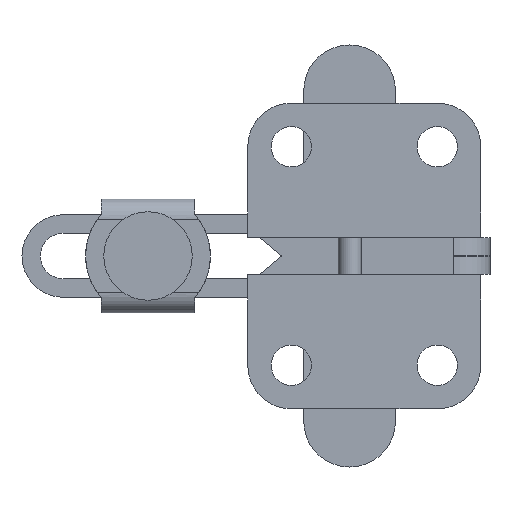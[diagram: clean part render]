
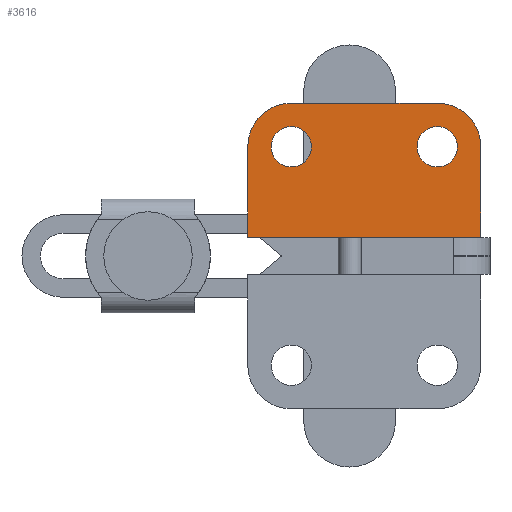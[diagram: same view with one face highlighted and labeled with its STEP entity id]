
A CAD part, front view. The second image highlights one B-rep face of the part: STEP entity #3616.
In plain terms, the highlighted planar face has unit normal (0, -1, 0).
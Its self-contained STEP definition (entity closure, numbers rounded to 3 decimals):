
#29 = EDGE_CURVE ( 'NONE', #6646, #8400, #7864, .T. ) ;
#64 = CARTESIAN_POINT ( 'NONE',  ( 12.7, 0., 0. ) ) ;
#194 = CARTESIAN_POINT ( 'NONE',  ( 7.95, 0., 9.9 ) ) ;
#423 = AXIS2_PLACEMENT_3D ( 'NONE', #8563, #4041, #1700 ) ;
#525 = VECTOR ( 'NONE', #1902, 1000. ) ;
#570 = DIRECTION ( 'NONE',  ( 0., 0., 1. ) ) ;
#885 = LINE ( 'NONE', #11254, #525 ) ;
#1177 = CIRCLE ( 'NONE', #4692, 2.2 ) ;
#1202 = CARTESIAN_POINT ( 'NONE',  ( -7.95, 0., 9.9 ) ) ;
#1281 = DIRECTION ( 'NONE',  ( 0., 0., 1. ) ) ;
#1332 = CARTESIAN_POINT ( 'NONE',  ( 7.95, 0., 14.65 ) ) ;
#1631 = EDGE_CURVE ( 'NONE', #6822, #5935, #7430, .T. ) ;
#1700 = DIRECTION ( 'NONE',  ( 0., 0., 1. ) ) ;
#1902 = DIRECTION ( 'NONE',  ( 0., 0., 1. ) ) ;
#2163 = LINE ( 'NONE', #8007, #2530 ) ;
#2319 = DIRECTION ( 'NONE',  ( 0., 1., 0. ) ) ;
#2510 = ORIENTED_EDGE ( 'NONE', *, *, #5075, .T. ) ;
#2520 = VERTEX_POINT ( 'NONE', #11833 ) ;
#2530 = VECTOR ( 'NONE', #15015, 1000. ) ;
#2565 = VERTEX_POINT ( 'NONE', #1332 ) ;
#2589 = EDGE_CURVE ( 'NONE', #5935, #7375, #2926, .T. ) ;
#2868 = CARTESIAN_POINT ( 'NONE',  ( -12.7, 0., 0. ) ) ;
#2926 = LINE ( 'NONE', #3439, #7630 ) ;
#3193 = ORIENTED_EDGE ( 'NONE', *, *, #13250, .F. ) ;
#3201 = EDGE_LOOP ( 'NONE', ( #2510, #5235, #12253, #11539, #3193, #9626, #15047, #5282 ) ) ;
#3439 = CARTESIAN_POINT ( 'NONE',  ( -12.7, 0., 14.65 ) ) ;
#3566 = CIRCLE ( 'NONE', #423, 4.75 ) ;
#3614 = CARTESIAN_POINT ( 'NONE',  ( 7.95, 0., 7.7 ) ) ;
#3616 = ADVANCED_FACE ( 'NONE', ( #3805, #8189, #9485 ), #6593, .F. ) ;
#3805 = FACE_BOUND ( 'NONE', #10640, .T. ) ;
#4041 = DIRECTION ( 'NONE',  ( 0., -1., 0. ) ) ;
#4093 = DIRECTION ( 'NONE',  ( -1., 0., 0. ) ) ;
#4182 = EDGE_CURVE ( 'NONE', #8400, #6646, #1177, .T. ) ;
#4297 = CARTESIAN_POINT ( 'NONE',  ( -12.7, 0., 2.03 ) ) ;
#4683 = AXIS2_PLACEMENT_3D ( 'NONE', #194, #12207, #570 ) ;
#4692 = AXIS2_PLACEMENT_3D ( 'NONE', #7999, #6038, #11448 ) ;
#4888 = EDGE_CURVE ( 'NONE', #5781, #2565, #3566, .T. ) ;
#4892 = VERTEX_POINT ( 'NONE', #3614 ) ;
#5075 = EDGE_CURVE ( 'NONE', #2565, #6822, #11912, .T. ) ;
#5235 = ORIENTED_EDGE ( 'NONE', *, *, #1631, .T. ) ;
#5276 = DIRECTION ( 'NONE',  ( 0., 0., 1. ) ) ;
#5282 = ORIENTED_EDGE ( 'NONE', *, *, #4888, .T. ) ;
#5546 = VERTEX_POINT ( 'NONE', #14212 ) ;
#5551 = CARTESIAN_POINT ( 'NONE',  ( -12.7, 0., 9.9 ) ) ;
#5592 = AXIS2_PLACEMENT_3D ( 'NONE', #10232, #2319, #1281 ) ;
#5781 = VERTEX_POINT ( 'NONE', #15019 ) ;
#5935 = VERTEX_POINT ( 'NONE', #5551 ) ;
#6038 = DIRECTION ( 'NONE',  ( 0., 1., 0. ) ) ;
#6120 = CARTESIAN_POINT ( 'NONE',  ( -7.95, 0., 7.7 ) ) ;
#6182 = CARTESIAN_POINT ( 'NONE',  ( -7.95, 0., 14.65 ) ) ;
#6593 = PLANE ( 'NONE',  #5592 ) ;
#6621 = AXIS2_PLACEMENT_3D ( 'NONE', #9098, #6648, #14865 ) ;
#6646 = VERTEX_POINT ( 'NONE', #6120 ) ;
#6648 = DIRECTION ( 'NONE',  ( 0., 1., 0. ) ) ;
#6822 = VERTEX_POINT ( 'NONE', #6182 ) ;
#6901 = ORIENTED_EDGE ( 'NONE', *, *, #4182, .T. ) ;
#7052 = DIRECTION ( 'NONE',  ( -1., 0., 0. ) ) ;
#7292 = DIRECTION ( 'NONE',  ( 0., 0., 1. ) ) ;
#7375 = VERTEX_POINT ( 'NONE', #4297 ) ;
#7430 = CIRCLE ( 'NONE', #11719, 4.75 ) ;
#7431 = CARTESIAN_POINT ( 'NONE',  ( -7.95, 0., 9.9 ) ) ;
#7630 = VECTOR ( 'NONE', #12571, 1000. ) ;
#7699 = DIRECTION ( 'NONE',  ( 0., 1., 0. ) ) ;
#7864 = CIRCLE ( 'NONE', #10605, 2.2 ) ;
#7999 = CARTESIAN_POINT ( 'NONE',  ( -7.95, 0., 9.9 ) ) ;
#8007 = CARTESIAN_POINT ( 'NONE',  ( 12.7, 0., 14.65 ) ) ;
#8189 = FACE_BOUND ( 'NONE', #8583, .T. ) ;
#8297 = ORIENTED_EDGE ( 'NONE', *, *, #8740, .T. ) ;
#8400 = VERTEX_POINT ( 'NONE', #11546 ) ;
#8563 = CARTESIAN_POINT ( 'NONE',  ( 7.95, 0., 9.9 ) ) ;
#8583 = EDGE_LOOP ( 'NONE', ( #8297, #10435 ) ) ;
#8740 = EDGE_CURVE ( 'NONE', #14240, #4892, #12008, .T. ) ;
#8833 = VECTOR ( 'NONE', #7052, 1000. ) ;
#8889 = DIRECTION ( 'NONE',  ( 0., 0., 1. ) ) ;
#9098 = CARTESIAN_POINT ( 'NONE',  ( 7.95, 0., 9.9 ) ) ;
#9219 = EDGE_CURVE ( 'NONE', #2520, #7375, #13814, .T. ) ;
#9234 = VECTOR ( 'NONE', #4093, 1000. ) ;
#9485 = FACE_OUTER_BOUND ( 'NONE', #3201, .T. ) ;
#9626 = ORIENTED_EDGE ( 'NONE', *, *, #12561, .T. ) ;
#10232 = CARTESIAN_POINT ( 'NONE',  ( 12.7, 0., 14.65 ) ) ;
#10435 = ORIENTED_EDGE ( 'NONE', *, *, #10944, .T. ) ;
#10605 = AXIS2_PLACEMENT_3D ( 'NONE', #1202, #7699, #8889 ) ;
#10640 = EDGE_LOOP ( 'NONE', ( #6901, #14414 ) ) ;
#10690 = VECTOR ( 'NONE', #7292, 1000. ) ;
#10944 = EDGE_CURVE ( 'NONE', #4892, #14240, #11130, .T. ) ;
#10987 = VERTEX_POINT ( 'NONE', #64 ) ;
#11095 = CARTESIAN_POINT ( 'NONE',  ( 12.7, 0., 14.65 ) ) ;
#11130 = CIRCLE ( 'NONE', #4683, 2.2 ) ;
#11184 = CARTESIAN_POINT ( 'NONE',  ( 7.95, 0., 12.1 ) ) ;
#11254 = CARTESIAN_POINT ( 'NONE',  ( 12.7, 0., 0. ) ) ;
#11448 = DIRECTION ( 'NONE',  ( 0., 0., 1. ) ) ;
#11539 = ORIENTED_EDGE ( 'NONE', *, *, #9219, .F. ) ;
#11546 = CARTESIAN_POINT ( 'NONE',  ( -7.95, 0., 12.1 ) ) ;
#11719 = AXIS2_PLACEMENT_3D ( 'NONE', #7431, #12048, #5276 ) ;
#11833 = CARTESIAN_POINT ( 'NONE',  ( -12.7, 0., 0. ) ) ;
#11912 = LINE ( 'NONE', #11095, #8833 ) ;
#11961 = LINE ( 'NONE', #12222, #9234 ) ;
#12008 = CIRCLE ( 'NONE', #6621, 2.2 ) ;
#12048 = DIRECTION ( 'NONE',  ( 0., -1., 0. ) ) ;
#12207 = DIRECTION ( 'NONE',  ( 0., 1., 0. ) ) ;
#12222 = CARTESIAN_POINT ( 'NONE',  ( 15.571, 0., 0. ) ) ;
#12253 = ORIENTED_EDGE ( 'NONE', *, *, #2589, .T. ) ;
#12561 = EDGE_CURVE ( 'NONE', #10987, #5546, #885, .T. ) ;
#12571 = DIRECTION ( 'NONE',  ( 0., 0., -1. ) ) ;
#13250 = EDGE_CURVE ( 'NONE', #10987, #2520, #11961, .T. ) ;
#13403 = EDGE_CURVE ( 'NONE', #5781, #5546, #2163, .T. ) ;
#13814 = LINE ( 'NONE', #2868, #10690 ) ;
#14212 = CARTESIAN_POINT ( 'NONE',  ( 12.7, 0., 2.03 ) ) ;
#14240 = VERTEX_POINT ( 'NONE', #11184 ) ;
#14414 = ORIENTED_EDGE ( 'NONE', *, *, #29, .T. ) ;
#14865 = DIRECTION ( 'NONE',  ( 0., 0., 1. ) ) ;
#15015 = DIRECTION ( 'NONE',  ( 0., 0., -1. ) ) ;
#15019 = CARTESIAN_POINT ( 'NONE',  ( 12.7, 0., 9.9 ) ) ;
#15047 = ORIENTED_EDGE ( 'NONE', *, *, #13403, .F. ) ;
